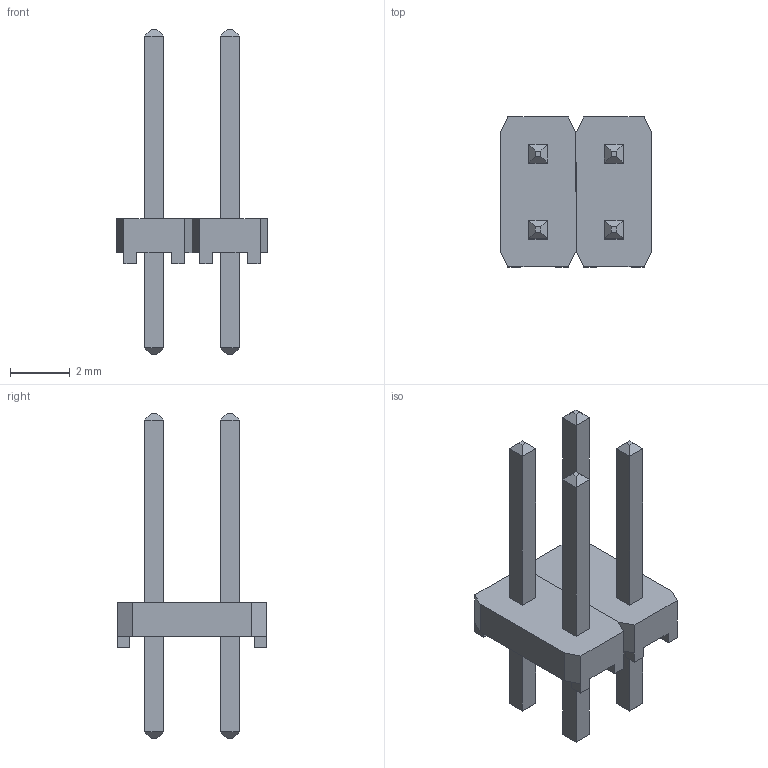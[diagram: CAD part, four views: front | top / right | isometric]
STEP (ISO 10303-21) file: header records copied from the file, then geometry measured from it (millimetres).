
FILE_DESCRIPTION((''),'2;1');
FILE_NAME('SAMTEC_MTLW-102-07-L-D-250.stp','2012-12-13T14:48:13',(''),(''),'Mechanical Desktop 2011','Mechanical Desktop 2011',', , ');
FILE_SCHEMA(('AUTOMOTIVE_DESIGN { 1 2 10303 214 1 1 1 1 }'));
Length unit declared in the file: millimetre
Products named in the file (1): Product
Bounding box: 5.08 x 5.03 x 10.92 mm (x, y, z)
Volume: 44.5 mm3; surface area: 190.6 mm2
Topology: 10 solids, 10 shells, 132 faces, 296 edges, 184 vertices
Faces by surface type: plane 82, bspline 50
Entity records: 3590 total; most frequent: CARTESIAN_POINT 763, ORIENTED_EDGE 592, DIRECTION 462, VECTOR 296, LINE 296, EDGE_CURVE 296, VERTEX_POINT 184, EDGE_LOOP 132
